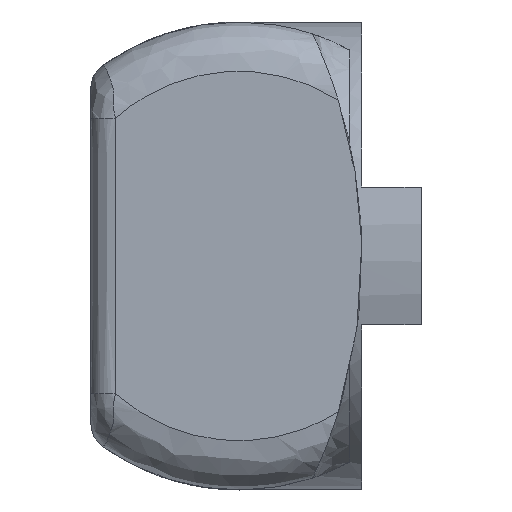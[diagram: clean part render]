
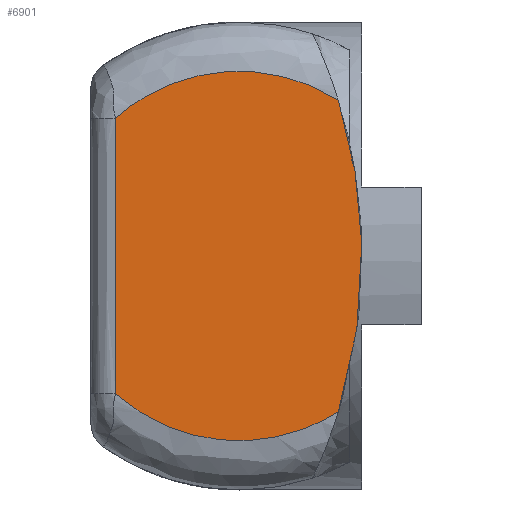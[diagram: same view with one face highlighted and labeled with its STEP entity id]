
A CAD part, left-side view. The second image highlights one B-rep face of the part: STEP entity #6901.
In plain terms, the highlighted free-form (B-spline) face has degree [1, 1] with [2, 2] control points.
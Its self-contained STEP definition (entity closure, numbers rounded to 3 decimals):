
#5609=CARTESIAN_POINT('',(-35.,-1.0,-5.59));
#5610=VERTEX_POINT('',#5609);
#5874=CARTESIAN_POINT('',(-35.,-1.0,5.59));
#5875=VERTEX_POINT('',#5874);
#5902=CARTESIAN_POINT('',(-35.,-1.0,5.59));
#5903=CARTESIAN_POINT('',(-35.,-1.0,4.658));
#5904=CARTESIAN_POINT('',(-35.,-1.0,3.727));
#5905=CARTESIAN_POINT('',(-35.,-1.0,2.795));
#5906=CARTESIAN_POINT('',(-35.,-1.0,0.));
#5907=CARTESIAN_POINT('',(-35.,-1.0,-2.795));
#5908=CARTESIAN_POINT('',(-35.,-1.0,-5.59));
#5909=B_SPLINE_CURVE_WITH_KNOTS('',3,(#5902,#5903,#5904,#5905,#5906,#5907,#5908),.UNSPECIFIED.,.F.,.U.,(4,3,4),(0.0,0.25,1.0),.UNSPECIFIED.);
#5910=EDGE_CURVE('',#5875,#5610,#5909,.T.);
#6484=CARTESIAN_POINT('',(-35.,-10.043,-6.317));
#6485=VERTEX_POINT('',#6484);
#6486=CARTESIAN_POINT('',(-35.,-1.,-5.59));
#6487=CARTESIAN_POINT('',(-35.,-5.246,-9.387));
#6488=CARTESIAN_POINT('',(-35.,-10.043,-6.317));
#6496=(BOUNDED_CURVE()B_SPLINE_CURVE(2,(#6486,#6487,#6488),.UNSPECIFIED.,.F.,.U.)CURVE()GEOMETRIC_REPRESENTATION_ITEM()QUASI_UNIFORM_CURVE()RATIONAL_B_SPLINE_CURVE((1.0,0.796,1.0))REPRESENTATION_ITEM(''));
#6497=EDGE_CURVE('',#5610,#6485,#6496,.T.);
#6584=CARTESIAN_POINT('',(-35.,-10.043,6.317));
#6585=VERTEX_POINT('',#6584);
#6586=CARTESIAN_POINT('',(-35.,-10.043,6.317));
#6587=CARTESIAN_POINT('',(-35.,-5.246,9.387));
#6588=CARTESIAN_POINT('',(-35.,-1.,5.59));
#6596=(BOUNDED_CURVE()B_SPLINE_CURVE(2,(#6586,#6587,#6588),.UNSPECIFIED.,.F.,.U.)CURVE()GEOMETRIC_REPRESENTATION_ITEM()QUASI_UNIFORM_CURVE()RATIONAL_B_SPLINE_CURVE((1.0,0.796,1.0))REPRESENTATION_ITEM(''));
#6597=EDGE_CURVE('',#6585,#5875,#6596,.T.);
#6878=CARTESIAN_POINT('',(-35.,-0.5,8.249));
#6879=CARTESIAN_POINT('',(-35.,-11.501,8.249));
#6880=CARTESIAN_POINT('',(-35.,-0.5,-8.249));
#6881=CARTESIAN_POINT('',(-35.,-11.501,-8.249));
#6882=B_SPLINE_SURFACE_WITH_KNOTS('',1,1,((#6878,#6880),(#6879,#6881)),.UNSPECIFIED.,.F.,.F.,.U.,(2,2),(2,2),(0.0,11.),(0.0,16.498),.UNSPECIFIED.);
#6883=ORIENTED_EDGE('',*,*,#6597,.T.);
#6884=ORIENTED_EDGE('',*,*,#5910,.T.);
#6885=ORIENTED_EDGE('',*,*,#6497,.T.);
#6886=CARTESIAN_POINT('',(-35.,-10.043,-6.317));
#6887=CARTESIAN_POINT('',(-35.,-12.005,0.));
#6888=CARTESIAN_POINT('',(-35.,-10.043,6.317));
#6896=(BOUNDED_CURVE()B_SPLINE_CURVE(2,(#6886,#6887,#6888),.UNSPECIFIED.,.F.,.U.)CURVE()GEOMETRIC_REPRESENTATION_ITEM()QUASI_UNIFORM_CURVE()RATIONAL_B_SPLINE_CURVE((1.0,0.955,1.0))REPRESENTATION_ITEM(''));
#6897=EDGE_CURVE('',#6485,#6585,#6896,.T.);
#6898=ORIENTED_EDGE('',*,*,#6897,.T.);
#6899=EDGE_LOOP('',(#6883,#6884,#6885,#6898));
#6900=FACE_OUTER_BOUND('',#6899,.T.);
#6901=ADVANCED_FACE('',(#6900),#6882,.F.);
